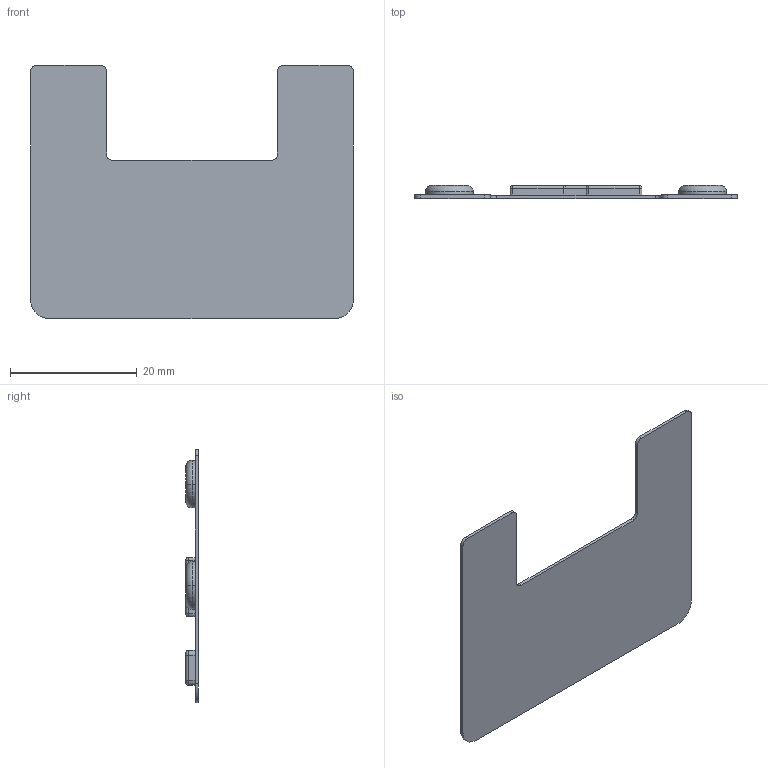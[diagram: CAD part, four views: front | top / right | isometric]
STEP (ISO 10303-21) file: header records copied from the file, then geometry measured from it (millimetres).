
FILE_DESCRIPTION(('produced by SPATIAL CORP'),'2;1');
FILE_NAME('sw_.prt.hh.sat.stp', '2002-04-19T13:52:02+00:00',('SPATIAL CORP'),('SPATIAL CORP'), 'ACIS STEP Husk','http://www.spatial.com','SPATIAL CORP');
FILE_SCHEMA(('CONFIG_CONTROL_DESIGN'));
Length unit declared in the file: millimetre
Products named in the file (1): PRODUCT_ID_1
Bounding box: 51 x 2 x 40 mm (x, y, z)
Volume: 1408.2 mm3; surface area: 3655.9 mm2
Topology: 1 solids, 1 shells, 131 faces, 312 edges, 176 vertices
Faces by surface type: cylinder 56, plane 39, torus 16, sphere 16, bspline 4
Entity records: 3923 total; most frequent: CARTESIAN_POINT 899, DIRECTION 658, ORIENTED_EDGE 592, EDGE_CURVE 296, AXIS2_PLACEMENT_3D 259, VERTEX_POINT 176, CIRCLE 148, EDGE_LOOP 140
